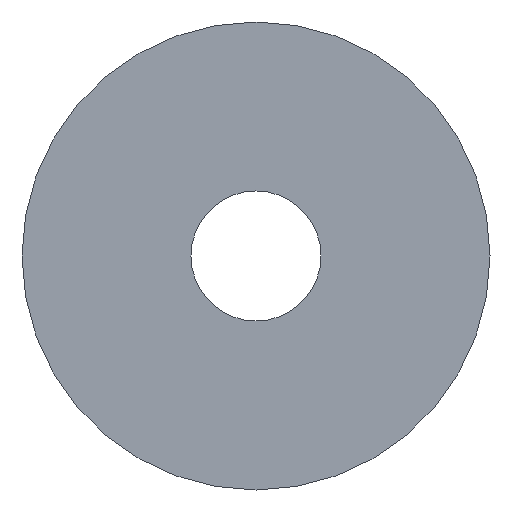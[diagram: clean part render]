
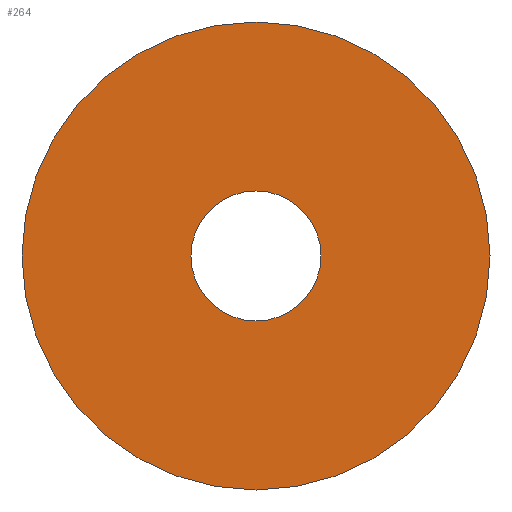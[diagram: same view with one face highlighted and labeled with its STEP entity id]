
A CAD part, left-side view. The second image highlights one B-rep face of the part: STEP entity #264.
In plain terms, the highlighted planar face has unit normal (-1, 0, 0).
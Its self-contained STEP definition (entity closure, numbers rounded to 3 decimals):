
#70=CARTESIAN_POINT('Vertex',(0.,2.5,0.)) ;
#73=CARTESIAN_POINT('Axis2P3D Location',(0.,0.,0.)) ;
#77=CARTESIAN_POINT('Vertex',(0.,-2.5,0.)) ;
#97=CARTESIAN_POINT('Axis2P3D Location',(0.,0.,0.)) ;
#217=CARTESIAN_POINT('Vertex',(0.,-9.,0.)) ;
#220=CARTESIAN_POINT('Axis2P3D Location',(0.,0.,0.)) ;
#224=CARTESIAN_POINT('Vertex',(0.,9.,0.)) ;
#239=CARTESIAN_POINT('Axis2P3D Location',(0.,0.,0.)) ;
#251=CARTESIAN_POINT('Axis2P3D Location',(0.,0.,0.)) ;
#74=DIRECTION('Axis2P3D Direction',(1.,0.,0.)) ;
#98=DIRECTION('Axis2P3D Direction',(1.,0.,0.)) ;
#221=DIRECTION('Axis2P3D Direction',(1.,0.,0.)) ;
#240=DIRECTION('Axis2P3D Direction',(1.,0.,0.)) ;
#252=DIRECTION('Axis2P3D Direction',(1.,0.,0.)) ;
#253=DIRECTION('Axis2P3D XDirection',(0.,1.,0.)) ;
#75=AXIS2_PLACEMENT_3D('Circle Axis2P3D',#73,#74,$) ;
#99=AXIS2_PLACEMENT_3D('Circle Axis2P3D',#97,#98,$) ;
#222=AXIS2_PLACEMENT_3D('Circle Axis2P3D',#220,#221,$) ;
#241=AXIS2_PLACEMENT_3D('Circle Axis2P3D',#239,#240,$) ;
#254=AXIS2_PLACEMENT_3D('Plane Axis2P3D',#251,#252,#253) ;
#257=ORIENTED_EDGE('',*,*,#226,.F.) ;
#258=ORIENTED_EDGE('',*,*,#243,.F.) ;
#261=ORIENTED_EDGE('',*,*,#79,.T.) ;
#262=ORIENTED_EDGE('',*,*,#101,.T.) ;
#263=FACE_BOUND('',#260,.T.) ;
#264=ADVANCED_FACE('Corps principal',(#259,#263),#255,.F.) ;
#76=CIRCLE('generated circle',#75,2.5) ;
#100=CIRCLE('generated circle',#99,2.5) ;
#223=CIRCLE('generated circle',#222,9.) ;
#242=CIRCLE('generated circle',#241,9.) ;
#79=EDGE_CURVE('',#78,#71,#76,.T.) ;
#101=EDGE_CURVE('',#71,#78,#100,.T.) ;
#226=EDGE_CURVE('',#218,#225,#223,.T.) ;
#243=EDGE_CURVE('',#225,#218,#242,.T.) ;
#256=EDGE_LOOP('',(#257,#258)) ;
#260=EDGE_LOOP('',(#261,#262)) ;
#259=FACE_OUTER_BOUND('',#256,.T.) ;
#255=PLANE('Plane',#254) ;
#71=VERTEX_POINT('',#70) ;
#78=VERTEX_POINT('',#77) ;
#218=VERTEX_POINT('',#217) ;
#225=VERTEX_POINT('',#224) ;
